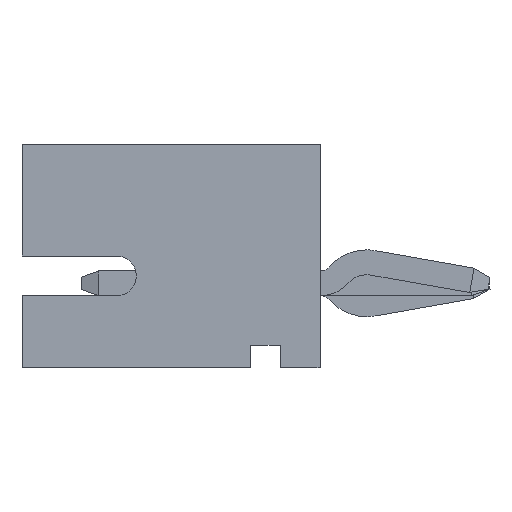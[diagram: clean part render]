
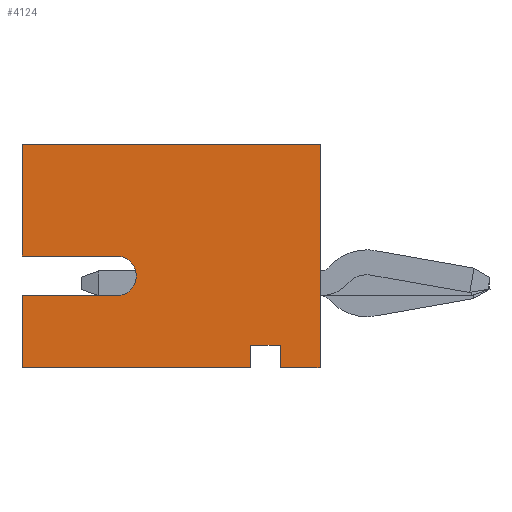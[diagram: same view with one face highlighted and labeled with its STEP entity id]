
A CAD part, left-side view. The second image highlights one B-rep face of the part: STEP entity #4124.
In plain terms, the highlighted face is planar.
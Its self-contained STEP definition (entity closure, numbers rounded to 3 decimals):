
#17 = LINE ( 'NONE', #98, #3816 ) ;
#27 = DIRECTION ( 'NONE',  ( 0., 0., -1. ) ) ;
#64 = CARTESIAN_POINT ( 'NONE',  ( 4.95, 4.1, 0.25 ) ) ;
#85 = CARTESIAN_POINT ( 'NONE',  ( 4.95, 0.8, 1.7 ) ) ;
#98 = CARTESIAN_POINT ( 'NONE',  ( 4.95, 0.8, 0. ) ) ;
#244 = DIRECTION ( 'NONE',  ( 1., 0., 0. ) ) ;
#256 = DIRECTION ( 'NONE',  ( 0., 1., 0. ) ) ;
#257 = LINE ( 'NONE', #3075, #3021 ) ;
#342 = CIRCLE ( 'NONE', #1167, 0.4 ) ;
#361 = VERTEX_POINT ( 'NONE', #638 ) ;
#387 = ORIENTED_EDGE ( 'NONE', *, *, #4638, .T. ) ;
#444 = CARTESIAN_POINT ( 'NONE',  ( 4.95, 6., 0.25 ) ) ;
#510 = VERTEX_POINT ( 'NONE', #64 ) ;
#531 = CARTESIAN_POINT ( 'NONE',  ( 4.95, 0., 0.25 ) ) ;
#548 = VECTOR ( 'NONE', #4038, 1000. ) ;
#602 = VERTEX_POINT ( 'NONE', #3781 ) ;
#633 = CARTESIAN_POINT ( 'NONE',  ( 4.95, 0., 1.25 ) ) ;
#638 = CARTESIAN_POINT ( 'NONE',  ( 4.95, 0., 1.7 ) ) ;
#740 = VERTEX_POINT ( 'NONE', #2802 ) ;
#747 = AXIS2_PLACEMENT_3D ( 'NONE', #3338, #1170, #1892 ) ;
#771 = VECTOR ( 'NONE', #2409, 1000. ) ;
#775 = EDGE_CURVE ( 'NONE', #3543, #2308, #4325, .T. ) ;
#840 = ORIENTED_EDGE ( 'NONE', *, *, #4549, .T. ) ;
#958 = VECTOR ( 'NONE', #4589, 1000. ) ;
#989 = CARTESIAN_POINT ( 'NONE',  ( 4.95, 6., -0.55 ) ) ;
#990 = ORIENTED_EDGE ( 'NONE', *, *, #2340, .T. ) ;
#1011 = CARTESIAN_POINT ( 'NONE',  ( 4.95, 0.8, 1.25 ) ) ;
#1057 = ORIENTED_EDGE ( 'NONE', *, *, #4004, .T. ) ;
#1071 = LINE ( 'NONE', #531, #3900 ) ;
#1078 = ORIENTED_EDGE ( 'NONE', *, *, #3693, .F. ) ;
#1167 = AXIS2_PLACEMENT_3D ( 'NONE', #4210, #244, #3469 ) ;
#1170 = DIRECTION ( 'NONE',  ( 1., 0., 0. ) ) ;
#1296 = ORIENTED_EDGE ( 'NONE', *, *, #775, .F. ) ;
#1385 = CARTESIAN_POINT ( 'NONE',  ( 4.95, 0., 1.7 ) ) ;
#1430 = EDGE_LOOP ( 'NONE', ( #3486, #1939, #2606, #2821, #1078, #1296, #3596, #990, #1057, #3913, #387, #840 ) ) ;
#1443 = CARTESIAN_POINT ( 'NONE',  ( 4.95, 0., -0.55 ) ) ;
#1568 = EDGE_CURVE ( 'NONE', #3730, #3543, #17, .T. ) ;
#1594 = DIRECTION ( 'NONE',  ( 0., -1., 0. ) ) ;
#1621 = VECTOR ( 'NONE', #3296, 1000. ) ;
#1708 = VECTOR ( 'NONE', #3229, 1000. ) ;
#1838 = CARTESIAN_POINT ( 'NONE',  ( 4.95, 0., 1.7 ) ) ;
#1839 = DIRECTION ( 'NONE',  ( 0., 0., -1. ) ) ;
#1892 = DIRECTION ( 'NONE',  ( 0., 0., -1. ) ) ;
#1939 = ORIENTED_EDGE ( 'NONE', *, *, #3616, .F. ) ;
#1941 = VECTOR ( 'NONE', #256, 1000. ) ;
#2048 = EDGE_CURVE ( 'NONE', #602, #3722, #257, .T. ) ;
#2085 = VECTOR ( 'NONE', #1839, 1000. ) ;
#2106 = EDGE_CURVE ( 'NONE', #740, #3154, #4366, .T. ) ;
#2308 = VERTEX_POINT ( 'NONE', #2880 ) ;
#2340 = EDGE_CURVE ( 'NONE', #3730, #361, #4584, .T. ) ;
#2363 = DIRECTION ( 'NONE',  ( 0., 1., 0. ) ) ;
#2384 = LINE ( 'NONE', #2454, #1708 ) ;
#2407 = LINE ( 'NONE', #1443, #1621 ) ;
#2409 = DIRECTION ( 'NONE',  ( 0., 1., 0. ) ) ;
#2454 = CARTESIAN_POINT ( 'NONE',  ( 4.95, 6., 0. ) ) ;
#2606 = ORIENTED_EDGE ( 'NONE', *, *, #2826, .F. ) ;
#2701 = LINE ( 'NONE', #2767, #958 ) ;
#2767 = CARTESIAN_POINT ( 'NONE',  ( 4.95, 1.4, 0. ) ) ;
#2802 = CARTESIAN_POINT ( 'NONE',  ( 4.95, 1.4, 1.7 ) ) ;
#2821 = ORIENTED_EDGE ( 'NONE', *, *, #2106, .F. ) ;
#2826 = EDGE_CURVE ( 'NONE', #3154, #4104, #2384, .T. ) ;
#2880 = CARTESIAN_POINT ( 'NONE',  ( 4.95, 1.4, 1.25 ) ) ;
#2895 = CARTESIAN_POINT ( 'NONE',  ( 4.95, 6., 0. ) ) ;
#2898 = VECTOR ( 'NONE', #4361, 1000. ) ;
#2966 = PLANE ( 'NONE',  #747 ) ;
#3021 = VECTOR ( 'NONE', #2363, 1000. ) ;
#3075 = CARTESIAN_POINT ( 'NONE',  ( 4.95, 0., -2.8 ) ) ;
#3154 = VERTEX_POINT ( 'NONE', #4465 ) ;
#3229 = DIRECTION ( 'NONE',  ( 0., 0., -1. ) ) ;
#3282 = EDGE_CURVE ( 'NONE', #510, #4681, #342, .T. ) ;
#3296 = DIRECTION ( 'NONE',  ( 0., -1., 0. ) ) ;
#3323 = VERTEX_POINT ( 'NONE', #989 ) ;
#3328 = FACE_OUTER_BOUND ( 'NONE', #1430, .T. ) ;
#3338 = CARTESIAN_POINT ( 'NONE',  ( 4.95, 0., 0. ) ) ;
#3469 = DIRECTION ( 'NONE',  ( 0., 0., -1. ) ) ;
#3478 = LINE ( 'NONE', #2895, #548 ) ;
#3486 = ORIENTED_EDGE ( 'NONE', *, *, #3282, .F. ) ;
#3543 = VERTEX_POINT ( 'NONE', #1011 ) ;
#3596 = ORIENTED_EDGE ( 'NONE', *, *, #1568, .F. ) ;
#3616 = EDGE_CURVE ( 'NONE', #4104, #510, #1071, .T. ) ;
#3673 = CARTESIAN_POINT ( 'NONE',  ( 4.95, 4.1, -0.55 ) ) ;
#3693 = EDGE_CURVE ( 'NONE', #2308, #740, #2701, .T. ) ;
#3722 = VERTEX_POINT ( 'NONE', #4050 ) ;
#3730 = VERTEX_POINT ( 'NONE', #85 ) ;
#3781 = CARTESIAN_POINT ( 'NONE',  ( 4.95, 0., -2.8 ) ) ;
#3816 = VECTOR ( 'NONE', #27, 1000. ) ;
#3900 = VECTOR ( 'NONE', #1594, 1000. ) ;
#3913 = ORIENTED_EDGE ( 'NONE', *, *, #2048, .T. ) ;
#4002 = LINE ( 'NONE', #4165, #2085 ) ;
#4004 = EDGE_CURVE ( 'NONE', #361, #602, #4002, .T. ) ;
#4038 = DIRECTION ( 'NONE',  ( 0., 0., 1. ) ) ;
#4050 = CARTESIAN_POINT ( 'NONE',  ( 4.95, 6., -2.8 ) ) ;
#4104 = VERTEX_POINT ( 'NONE', #444 ) ;
#4124 = ADVANCED_FACE ( 'NONE', ( #3328 ), #2966, .T. ) ;
#4165 = CARTESIAN_POINT ( 'NONE',  ( 4.95, 0., 0. ) ) ;
#4210 = CARTESIAN_POINT ( 'NONE',  ( 4.95, 4.1, -0.15 ) ) ;
#4325 = LINE ( 'NONE', #633, #771 ) ;
#4361 = DIRECTION ( 'NONE',  ( 0., -1., 0. ) ) ;
#4366 = LINE ( 'NONE', #1385, #1941 ) ;
#4465 = CARTESIAN_POINT ( 'NONE',  ( 4.95, 6., 1.7 ) ) ;
#4549 = EDGE_CURVE ( 'NONE', #3323, #4681, #2407, .T. ) ;
#4584 = LINE ( 'NONE', #1838, #2898 ) ;
#4589 = DIRECTION ( 'NONE',  ( 0., 0., 1. ) ) ;
#4638 = EDGE_CURVE ( 'NONE', #3722, #3323, #3478, .T. ) ;
#4681 = VERTEX_POINT ( 'NONE', #3673 ) ;
